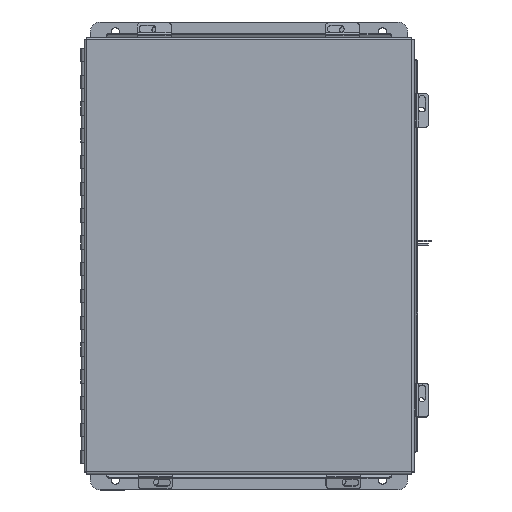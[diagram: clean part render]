
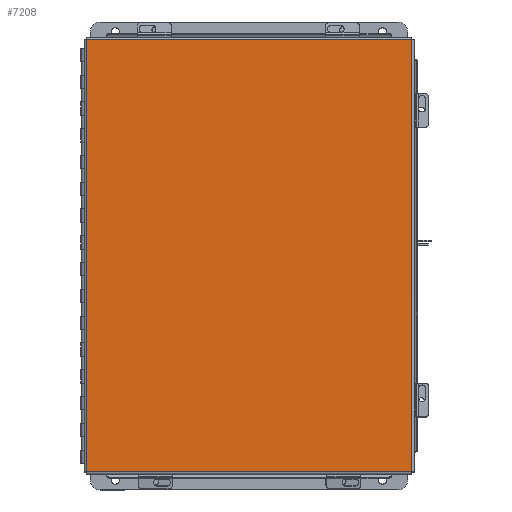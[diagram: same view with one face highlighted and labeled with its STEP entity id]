
A CAD part, top view. The second image highlights one B-rep face of the part: STEP entity #7208.
In plain terms, the highlighted face is planar.
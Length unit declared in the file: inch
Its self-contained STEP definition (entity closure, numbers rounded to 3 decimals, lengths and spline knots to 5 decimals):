
#64 = VERTEX_POINT ( 'NONE', #1824 ) ;
#1824 = CARTESIAN_POINT ( 'NONE',  ( 6.06855, -8.06855, -0.0747 ) ) ;
#1851 = LINE ( 'NONE', #9740, #18395 ) ;
#2161 = CARTESIAN_POINT ( 'NONE',  ( 6.07448, -8.06855, -0.0747 ) ) ;
#2826 = LINE ( 'NONE', #13886, #19822 ) ;
#3037 = DIRECTION ( 'NONE',  ( 0., 1., 0. ) ) ;
#4052 = VECTOR ( 'NONE', #8390, 39.37008 ) ;
#4167 = ORIENTED_EDGE ( 'NONE', *, *, #19473, .T. ) ;
#4420 = VERTEX_POINT ( 'NONE', #17357 ) ;
#7161 = VECTOR ( 'NONE', #9497, 39.37008 ) ;
#7174 = DIRECTION ( 'NONE',  ( 0., 0., -1. ) ) ;
#7208 = ADVANCED_FACE ( 'NONE', ( #15870 ), #13356, .T. ) ;
#8164 = LINE ( 'NONE', #2161, #4052 ) ;
#8348 = AXIS2_PLACEMENT_3D ( 'NONE', #8576, #7174, #18046 ) ;
#8390 = DIRECTION ( 'NONE',  ( -1., 0., 0. ) ) ;
#8576 = CARTESIAN_POINT ( 'NONE',  ( 0., 0., -0.0747 ) ) ;
#9497 = DIRECTION ( 'NONE',  ( 1., 0., 0. ) ) ;
#9602 = CARTESIAN_POINT ( 'NONE',  ( -6.06855, -8.06855, -0.0747 ) ) ;
#9740 = CARTESIAN_POINT ( 'NONE',  ( 6.06855, 8.07448, -0.0747 ) ) ;
#10427 = CARTESIAN_POINT ( 'NONE',  ( -6.06855, 8.06855, -0.0747 ) ) ;
#11270 = LINE ( 'NONE', #15705, #7161 ) ;
#11945 = VERTEX_POINT ( 'NONE', #9602 ) ;
#12892 = DIRECTION ( 'NONE',  ( 0., -1., 0. ) ) ;
#13356 = PLANE ( 'NONE',  #8348 ) ;
#13886 = CARTESIAN_POINT ( 'NONE',  ( -6.06855, -8.07448, -0.0747 ) ) ;
#14062 = VERTEX_POINT ( 'NONE', #10427 ) ;
#14754 = ORIENTED_EDGE ( 'NONE', *, *, #19934, .T. ) ;
#15046 = EDGE_LOOP ( 'NONE', ( #19647, #4167, #19160, #14754 ) ) ;
#15705 = CARTESIAN_POINT ( 'NONE',  ( -6.07448, 8.06855, -0.0747 ) ) ;
#15870 = FACE_OUTER_BOUND ( 'NONE', #15046, .T. ) ;
#17357 = CARTESIAN_POINT ( 'NONE',  ( 6.06855, 8.06855, -0.0747 ) ) ;
#18046 = DIRECTION ( 'NONE',  ( -1., 0., 0. ) ) ;
#18395 = VECTOR ( 'NONE', #12892, 39.37008 ) ;
#18702 = EDGE_CURVE ( 'NONE', #14062, #4420, #11270, .T. ) ;
#19160 = ORIENTED_EDGE ( 'NONE', *, *, #19560, .T. ) ;
#19473 = EDGE_CURVE ( 'NONE', #4420, #64, #1851, .T. ) ;
#19560 = EDGE_CURVE ( 'NONE', #64, #11945, #8164, .T. ) ;
#19647 = ORIENTED_EDGE ( 'NONE', *, *, #18702, .T. ) ;
#19822 = VECTOR ( 'NONE', #3037, 39.37008 ) ;
#19934 = EDGE_CURVE ( 'NONE', #11945, #14062, #2826, .T. ) ;
